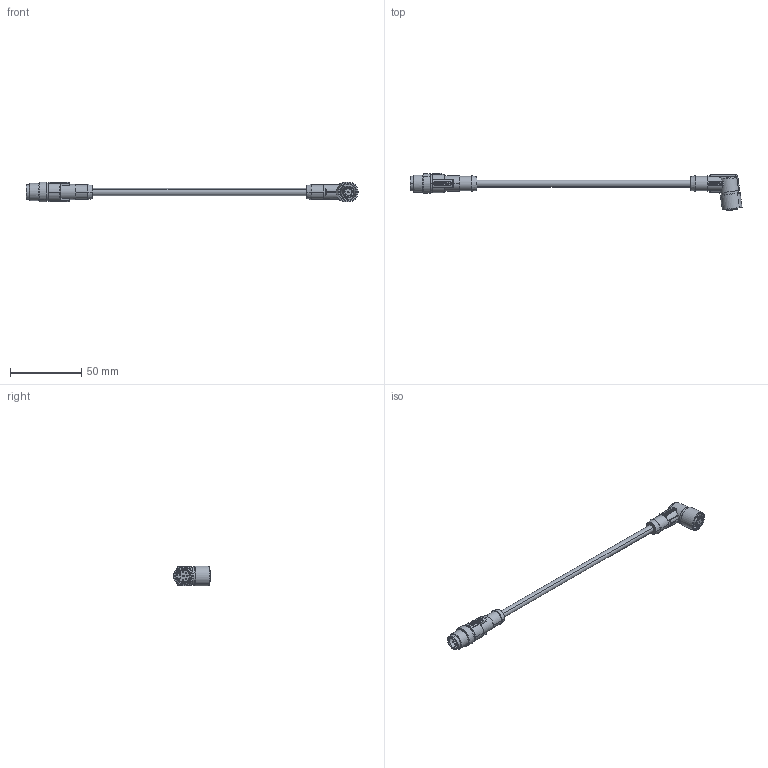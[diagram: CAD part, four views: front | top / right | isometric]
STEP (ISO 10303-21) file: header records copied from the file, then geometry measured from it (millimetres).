
FILE_DESCRIPTION(('SolidDesigner STEP Export'),'2;1');
FILE_NAME('1522752.stp','2011-12-05T14:29:50',(''),(''),'CoCreate Modeling STEP processor for AP214 (Solid Model)','CoCreate Modeling 16.00A 16-Aug-2008 (C) Parametric Technology GmbH','');
FILE_SCHEMA(('AUTOMOTIVE_DESIGN { 1 0 10303 214 1 1 1 1 }'));
Length unit declared in the file: millimetre
Products named in the file (2): 1522752
Assembly tree (1 placements, depth 2):
  1522752
    1522752
Bounding box: 232.9 x 26.25 x 14 mm (x, y, z)
Volume: 12168.3 mm3; surface area: 7679.1 mm2
Topology: 1 solids, 1 shells, 913 faces, 2366 edges, 1563 vertices
Faces by surface type: plane 593, cylinder 119, extrusion 118, torus 40, cone 24, bspline 19
Entity records: 42882 total; most frequent: CARTESIAN_POINT 14669, ORIENTED_EDGE 4728, DIRECTION 3509, EDGE_CURVE 2364, VECTOR 1781, LINE 1663, VERTEX_POINT 1563, EDGE_LOOP 1023
